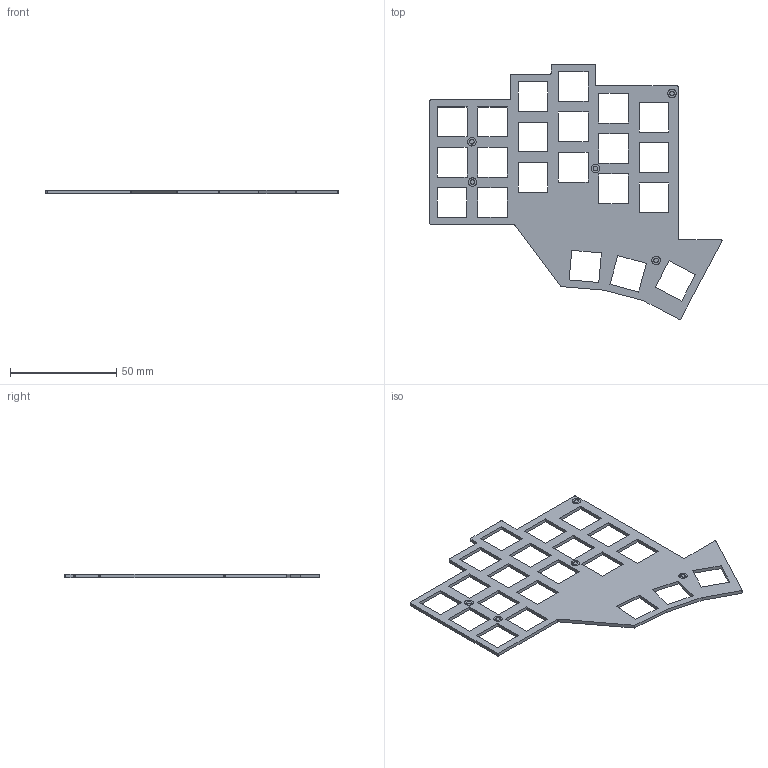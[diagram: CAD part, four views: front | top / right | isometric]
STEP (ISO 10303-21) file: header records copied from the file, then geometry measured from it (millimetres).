
FILE_DESCRIPTION(('KiCad electronic assembly'),'2;1');
FILE_NAME('top_plate.step','2024-03-04T18:52:30',('Pcbnew'),('Kicad'), 'Open CASCADE STEP processor 7.7','KiCad to STEP converter','Unknown' );
FILE_SCHEMA(('AUTOMOTIVE_DESIGN { 1 0 10303 214 1 1 1 1 }'));
Length unit declared in the file: millimetre
Products named in the file (17): top_plate 1; _autosave-top_plate_pad_1; _autosave-top_plate_pad_2; _autosave-top_plate_pad_3; _autosave-top_plate_pad_4; _autosave-top_plate_pad_5; _autosave-top_plate_pad_6; _autosave-top_plate_pad_7; _autosave-top_plate_pad_8; _autosave-top_plate_pad_9; _autosave-top_plate_pad_10; _autosave-top_plate_pad_11; _autosave-top_plate_pad_12; _autosave-top_plate_pad_13; _autosave-top_plate_pad_14; _autosave-top_plate_pad_15; _autosave-top_plate_PCB
Assembly tree (16 placements, depth 2):
  top_plate 1
    _autosave-top_plate_pad_1
    _autosave-top_plate_pad_2
    _autosave-top_plate_pad_3
    _autosave-top_plate_pad_4
    _autosave-top_plate_pad_5
    _autosave-top_plate_pad_6
    _autosave-top_plate_pad_7
    _autosave-top_plate_pad_8
    _autosave-top_plate_pad_9
    _autosave-top_plate_pad_10
    _autosave-top_plate_pad_11
    _autosave-top_plate_pad_12
    _autosave-top_plate_pad_13
    _autosave-top_plate_pad_14
    _autosave-top_plate_pad_15
    _autosave-top_plate_PCB
Bounding box: 137.54 x 120.28 x 1.67 mm (x, y, z)
Volume: 9931 mm3; surface area: 15344.9 mm2
Topology: 16 solids, 16 shells, 178 faces, 438 edges, 292 vertices
Faces by surface type: plane 134, cylinder 44
Full cylindrical faces by diameter (mm): 2.15 x15, 2.2 x5, 4 x10
Entity records: 5772 total; most frequent: CARTESIAN_POINT 925, DIRECTION 916, ORIENTED_EDGE 876, EDGE_CURVE 438, LINE 350, VECTOR 350, VERTEX_POINT 292, AXIS2_PLACEMENT_3D 283
